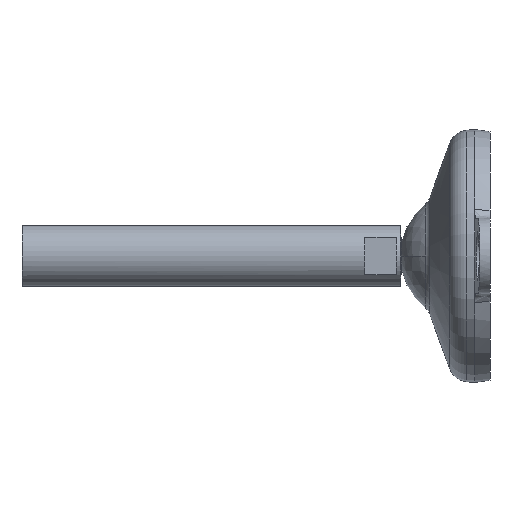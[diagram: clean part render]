
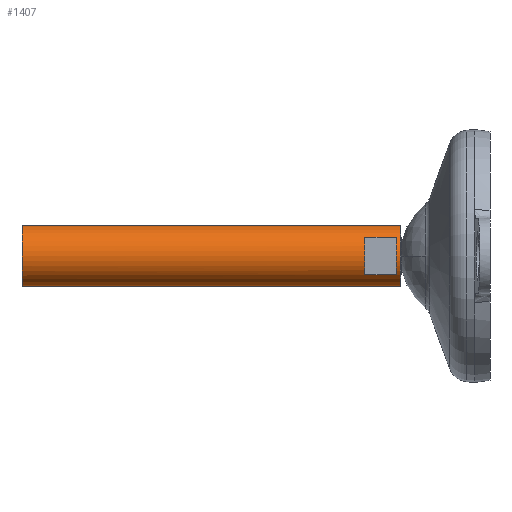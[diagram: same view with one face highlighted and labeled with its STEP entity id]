
A CAD part, left-side view. The second image highlights one B-rep face of the part: STEP entity #1407.
In plain terms, the highlighted cylindrical face has radius 12 mm (diameter 24 mm), a partial arc.
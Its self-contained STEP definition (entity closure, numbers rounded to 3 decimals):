
#35 = CIRCLE ( 'NONE', #1405, 12. ) ;
#69 = DIRECTION ( 'NONE',  ( 0., -1., 0. ) ) ;
#105 = DIRECTION ( 'NONE',  ( 0., -1., 0. ) ) ;
#106 = EDGE_CURVE ( 'NONE', #486, #1116, #1273, .T. ) ;
#161 = ORIENTED_EDGE ( 'NONE', *, *, #932, .T. ) ;
#190 = CARTESIAN_POINT ( 'NONE',  ( 0., 185., 12. ) ) ;
#219 = DIRECTION ( 'NONE',  ( 0., -1., 0. ) ) ;
#252 = DIRECTION ( 'NONE',  ( 0., -1., 0. ) ) ;
#310 = LINE ( 'NONE', #544, #726 ) ;
#323 = VERTEX_POINT ( 'NONE', #1135 ) ;
#329 = EDGE_CURVE ( 'NONE', #1116, #381, #35, .T. ) ;
#361 = EDGE_LOOP ( 'NONE', ( #1269, #1054, #1466, #161 ) ) ;
#377 = ORIENTED_EDGE ( 'NONE', *, *, #675, .F. ) ;
#381 = VERTEX_POINT ( 'NONE', #1374 ) ;
#394 = CYLINDRICAL_SURFACE ( 'NONE', #1520, 12. ) ;
#395 = EDGE_LOOP ( 'NONE', ( #890, #1299, #995, #377 ) ) ;
#398 = EDGE_CURVE ( 'NONE', #381, #323, #636, .T. ) ;
#427 = DIRECTION ( 'NONE',  ( 0., 0., 1. ) ) ;
#446 = CARTESIAN_POINT ( 'NONE',  ( 0., 35.5, -12. ) ) ;
#456 = CARTESIAN_POINT ( 'NONE',  ( -9.5, 37., -7.331 ) ) ;
#486 = VERTEX_POINT ( 'NONE', #456 ) ;
#517 = CARTESIAN_POINT ( 'NONE',  ( 0., 185., -12. ) ) ;
#536 = CARTESIAN_POINT ( 'NONE',  ( 0., 0., -12. ) ) ;
#538 = CARTESIAN_POINT ( 'NONE',  ( -9.5, 0., 7.331 ) ) ;
#544 = CARTESIAN_POINT ( 'NONE',  ( 0., 0., 12. ) ) ;
#617 = CARTESIAN_POINT ( 'NONE',  ( 0., 35.5, 0. ) ) ;
#636 = LINE ( 'NONE', #538, #846 ) ;
#654 = DIRECTION ( 'NONE',  ( 0., 1., 0. ) ) ;
#660 = DIRECTION ( 'NONE',  ( 0., 1., 0. ) ) ;
#670 = CIRCLE ( 'NONE', #1485, 12. ) ;
#675 = EDGE_CURVE ( 'NONE', #753, #793, #1127, .T. ) ;
#709 = DIRECTION ( 'NONE',  ( 0., -1., 0. ) ) ;
#722 = EDGE_CURVE ( 'NONE', #1157, #753, #310, .T. ) ;
#726 = VECTOR ( 'NONE', #219, 1000. ) ;
#753 = VERTEX_POINT ( 'NONE', #1158 ) ;
#793 = VERTEX_POINT ( 'NONE', #446 ) ;
#823 = CIRCLE ( 'NONE', #1433, 12. ) ;
#834 = EDGE_CURVE ( 'NONE', #1474, #793, #1046, .T. ) ;
#836 = CARTESIAN_POINT ( 'NONE',  ( 0., 185., 0. ) ) ;
#837 = DIRECTION ( 'NONE',  ( 0., 0., -1. ) ) ;
#844 = DIRECTION ( 'NONE',  ( 0., 0., -1. ) ) ;
#846 = VECTOR ( 'NONE', #69, 1000. ) ;
#865 = DIRECTION ( 'NONE',  ( 0., 0., -1. ) ) ;
#870 = DIRECTION ( 'NONE',  ( 0., -1., 0. ) ) ;
#890 = ORIENTED_EDGE ( 'NONE', *, *, #722, .F. ) ;
#932 = EDGE_CURVE ( 'NONE', #323, #486, #670, .T. ) ;
#960 = DIRECTION ( 'NONE',  ( 0., -1., 0. ) ) ;
#988 = FACE_OUTER_BOUND ( 'NONE', #395, .T. ) ;
#995 = ORIENTED_EDGE ( 'NONE', *, *, #834, .T. ) ;
#996 = AXIS2_PLACEMENT_3D ( 'NONE', #617, #252, #865 ) ;
#1007 = EDGE_CURVE ( 'NONE', #1157, #1474, #823, .T. ) ;
#1046 = LINE ( 'NONE', #536, #1151 ) ;
#1054 = ORIENTED_EDGE ( 'NONE', *, *, #329, .T. ) ;
#1059 = DIRECTION ( 'NONE',  ( 0., 0., -1. ) ) ;
#1116 = VERTEX_POINT ( 'NONE', #1345 ) ;
#1127 = CIRCLE ( 'NONE', #996, 12. ) ;
#1135 = CARTESIAN_POINT ( 'NONE',  ( -9.5, 37., 7.331 ) ) ;
#1151 = VECTOR ( 'NONE', #105, 1000. ) ;
#1154 = CARTESIAN_POINT ( 'NONE',  ( 0., 49.5, 0. ) ) ;
#1157 = VERTEX_POINT ( 'NONE', #190 ) ;
#1158 = CARTESIAN_POINT ( 'NONE',  ( 0., 35.5, 12. ) ) ;
#1175 = VECTOR ( 'NONE', #654, 1000. ) ;
#1269 = ORIENTED_EDGE ( 'NONE', *, *, #106, .T. ) ;
#1273 = LINE ( 'NONE', #1375, #1175 ) ;
#1299 = ORIENTED_EDGE ( 'NONE', *, *, #1007, .T. ) ;
#1345 = CARTESIAN_POINT ( 'NONE',  ( -9.5, 49.5, -7.331 ) ) ;
#1374 = CARTESIAN_POINT ( 'NONE',  ( -9.5, 49.5, 7.331 ) ) ;
#1375 = CARTESIAN_POINT ( 'NONE',  ( -9.5, 0., -7.331 ) ) ;
#1405 = AXIS2_PLACEMENT_3D ( 'NONE', #1154, #660, #427 ) ;
#1407 = ADVANCED_FACE ( 'NONE', ( #988, #1473 ), #394, .T. ) ;
#1433 = AXIS2_PLACEMENT_3D ( 'NONE', #836, #709, #1059 ) ;
#1444 = CARTESIAN_POINT ( 'NONE',  ( 0., 0., 0. ) ) ;
#1466 = ORIENTED_EDGE ( 'NONE', *, *, #398, .T. ) ;
#1473 = FACE_BOUND ( 'NONE', #361, .T. ) ;
#1474 = VERTEX_POINT ( 'NONE', #517 ) ;
#1485 = AXIS2_PLACEMENT_3D ( 'NONE', #1531, #960, #844 ) ;
#1520 = AXIS2_PLACEMENT_3D ( 'NONE', #1444, #870, #837 ) ;
#1531 = CARTESIAN_POINT ( 'NONE',  ( 0., 37., 0. ) ) ;
